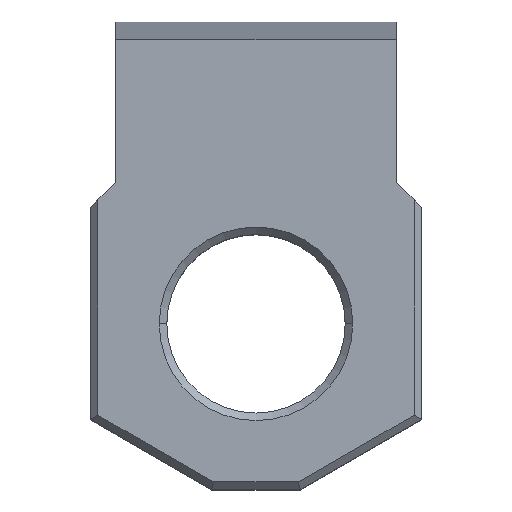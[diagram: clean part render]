
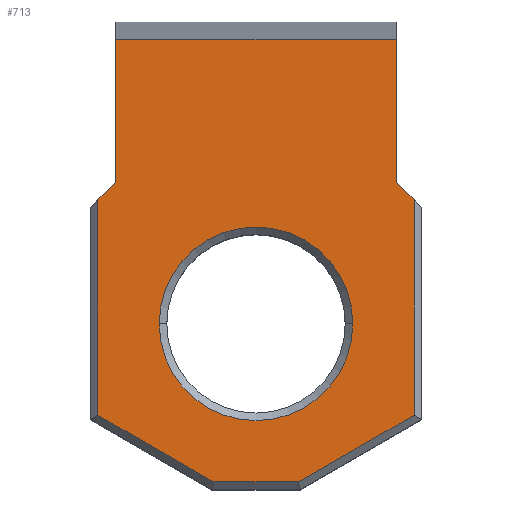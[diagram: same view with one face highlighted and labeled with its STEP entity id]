
A CAD part, top view. The second image highlights one B-rep face of the part: STEP entity #713.
In plain terms, the highlighted planar face has unit normal (0, 0, 1).
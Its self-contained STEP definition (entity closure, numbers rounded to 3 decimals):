
#5 = CARTESIAN_POINT ( 'NONE',  ( -6.25, 2.768, 0. ) ) ;
#12 = ORIENTED_EDGE ( 'NONE', *, *, #1343, .T. ) ;
#46 = CARTESIAN_POINT ( 'NONE',  ( 6.25, 2.942, 0. ) ) ;
#56 = VECTOR ( 'NONE', #1722, 1000. ) ;
#79 = CARTESIAN_POINT ( 'NONE',  ( -6.25, 11.447, 0. ) ) ;
#136 = AXIS2_PLACEMENT_3D ( 'NONE', #435, #420, #402 ) ;
#141 = AXIS2_PLACEMENT_3D ( 'NONE', #1022, #1000, #989 ) ;
#167 = DIRECTION ( 'NONE',  ( 0.866, -0.5, 0. ) ) ;
#182 = CARTESIAN_POINT ( 'NONE',  ( 0., 17.766, 0. ) ) ;
#210 = EDGE_CURVE ( 'NONE', #609, #728, #1899, .T. ) ;
#308 = CARTESIAN_POINT ( 'NONE',  ( -1.605, 0.26, 0. ) ) ;
#344 = LINE ( 'NONE', #358, #1897 ) ;
#345 = CARTESIAN_POINT ( 'NONE',  ( -3.825, 6.55, 0. ) ) ;
#355 = VERTEX_POINT ( 'NONE', #1015 ) ;
#358 = CARTESIAN_POINT ( 'NONE',  ( 6.25, 0., 0. ) ) ;
#362 = DIRECTION ( 'NONE',  ( 0., 1., 0. ) ) ;
#386 = VERTEX_POINT ( 'NONE', #1159 ) ;
#387 = LINE ( 'NONE', #401, #631 ) ;
#401 = CARTESIAN_POINT ( 'NONE',  ( 5.547, 0., 0. ) ) ;
#402 = DIRECTION ( 'NONE',  ( 1., 0., 0. ) ) ;
#413 = EDGE_CURVE ( 'NONE', #851, #1431, #344, .T. ) ;
#419 = DIRECTION ( 'NONE',  ( 0., -1., 0. ) ) ;
#420 = DIRECTION ( 'NONE',  ( 0., 0., 1. ) ) ;
#428 = EDGE_CURVE ( 'NONE', #1534, #470, #387, .T. ) ;
#435 = CARTESIAN_POINT ( 'NONE',  ( 0., 0., 0. ) ) ;
#442 = PLANE ( 'NONE',  #136 ) ;
#457 = FACE_OUTER_BOUND ( 'NONE', #869, .T. ) ;
#470 = VERTEX_POINT ( 'NONE', #546 ) ;
#474 = FACE_BOUND ( 'NONE', #479, .T. ) ;
#479 = EDGE_LOOP ( 'NONE', ( #1467, #1478 ) ) ;
#490 = VECTOR ( 'NONE', #492, 1000. ) ;
#492 = DIRECTION ( 'NONE',  ( -0.707, 0.707, 0. ) ) ;
#497 = CARTESIAN_POINT ( 'NONE',  ( 8.848, 8.849, 0. ) ) ;
#505 = LINE ( 'NONE', #497, #490 ) ;
#546 = CARTESIAN_POINT ( 'NONE',  ( 5.547, 12.15, 0. ) ) ;
#603 = EDGE_CURVE ( 'NONE', #386, #984, #1372, .T. ) ;
#606 = VECTOR ( 'NONE', #979, 1000. ) ;
#609 = VERTEX_POINT ( 'NONE', #1974 ) ;
#631 = VECTOR ( 'NONE', #419, 1000. ) ;
#681 = ORIENTED_EDGE ( 'NONE', *, *, #413, .T. ) ;
#698 = ORIENTED_EDGE ( 'NONE', *, *, #1565, .T. ) ;
#713 = ADVANCED_FACE ( 'NONE', ( #474, #457 ), #442, .T. ) ;
#728 = VERTEX_POINT ( 'NONE', #345 ) ;
#774 = CARTESIAN_POINT ( 'NONE',  ( -1.675, 0.3, 0. ) ) ;
#794 = ORIENTED_EDGE ( 'NONE', *, *, #1181, .T. ) ;
#818 = ORIENTED_EDGE ( 'NONE', *, *, #1562, .F. ) ;
#833 = DIRECTION ( 'NONE',  ( 0., -1., 0. ) ) ;
#835 = VECTOR ( 'NONE', #1726, 1000. ) ;
#840 = ORIENTED_EDGE ( 'NONE', *, *, #603, .T. ) ;
#841 = VERTEX_POINT ( 'NONE', #79 ) ;
#851 = VERTEX_POINT ( 'NONE', #46 ) ;
#864 = DIRECTION ( 'NONE',  ( 0., -1., 0. ) ) ;
#869 = EDGE_LOOP ( 'NONE', ( #12, #681, #1363, #1299, #1362, #698, #818, #905, #840, #794 ) ) ;
#873 = CARTESIAN_POINT ( 'NONE',  ( -5.547, 0., 0. ) ) ;
#879 = LINE ( 'NONE', #873, #1302 ) ;
#896 = DIRECTION ( 'NONE',  ( 0.707, 0.707, 0. ) ) ;
#904 = CARTESIAN_POINT ( 'NONE',  ( -8.848, 8.849, 0. ) ) ;
#905 = ORIENTED_EDGE ( 'NONE', *, *, #1950, .T. ) ;
#911 = LINE ( 'NONE', #904, #1557 ) ;
#944 = CARTESIAN_POINT ( 'NONE',  ( -5.547, 17.766, 0. ) ) ;
#979 = DIRECTION ( 'NONE',  ( -1., 0., 0. ) ) ;
#984 = VERTEX_POINT ( 'NONE', #774 ) ;
#989 = DIRECTION ( 'NONE',  ( 1., 0., 0. ) ) ;
#1000 = DIRECTION ( 'NONE',  ( 0., 0., -1. ) ) ;
#1015 = CARTESIAN_POINT ( 'NONE',  ( -5.547, 12.15, 0. ) ) ;
#1016 = CARTESIAN_POINT ( 'NONE',  ( 5.547, 17.766, 0. ) ) ;
#1022 = CARTESIAN_POINT ( 'NONE',  ( 0., 6.55, 0. ) ) ;
#1059 = EDGE_CURVE ( 'NONE', #1431, #470, #505, .T. ) ;
#1159 = CARTESIAN_POINT ( 'NONE',  ( -6.25, 2.942, 0. ) ) ;
#1174 = AXIS2_PLACEMENT_3D ( 'NONE', #1294, #1304, #1309 ) ;
#1181 = EDGE_CURVE ( 'NONE', #984, #1442, #1841, .T. ) ;
#1294 = CARTESIAN_POINT ( 'NONE',  ( 0., 6.55, 0. ) ) ;
#1299 = ORIENTED_EDGE ( 'NONE', *, *, #428, .F. ) ;
#1302 = VECTOR ( 'NONE', #864, 1000. ) ;
#1304 = DIRECTION ( 'NONE',  ( 0., 0., -1. ) ) ;
#1309 = DIRECTION ( 'NONE',  ( 1., 0., 0. ) ) ;
#1343 = EDGE_CURVE ( 'NONE', #1442, #851, #1714, .T. ) ;
#1362 = ORIENTED_EDGE ( 'NONE', *, *, #1921, .T. ) ;
#1363 = ORIENTED_EDGE ( 'NONE', *, *, #1059, .T. ) ;
#1372 = LINE ( 'NONE', #308, #1591 ) ;
#1431 = VERTEX_POINT ( 'NONE', #1641 ) ;
#1442 = VERTEX_POINT ( 'NONE', #1870 ) ;
#1467 = ORIENTED_EDGE ( 'NONE', *, *, #210, .T. ) ;
#1478 = ORIENTED_EDGE ( 'NONE', *, *, #1687, .T. ) ;
#1492 = CIRCLE ( 'NONE', #1174, 3.825 ) ;
#1534 = VERTEX_POINT ( 'NONE', #1016 ) ;
#1550 = LINE ( 'NONE', #5, #1888 ) ;
#1553 = VERTEX_POINT ( 'NONE', #944 ) ;
#1557 = VECTOR ( 'NONE', #896, 1000. ) ;
#1562 = EDGE_CURVE ( 'NONE', #841, #355, #911, .T. ) ;
#1565 = EDGE_CURVE ( 'NONE', #1553, #355, #879, .T. ) ;
#1591 = VECTOR ( 'NONE', #167, 1000. ) ;
#1641 = CARTESIAN_POINT ( 'NONE',  ( 6.25, 11.447, 0. ) ) ;
#1663 = LINE ( 'NONE', #182, #606 ) ;
#1687 = EDGE_CURVE ( 'NONE', #728, #609, #1492, .T. ) ;
#1714 = LINE ( 'NONE', #1717, #56 ) ;
#1717 = CARTESIAN_POINT ( 'NONE',  ( 0.289, -0.5, 0. ) ) ;
#1722 = DIRECTION ( 'NONE',  ( 0.866, 0.5, 0. ) ) ;
#1726 = DIRECTION ( 'NONE',  ( 1., 0., 0. ) ) ;
#1827 = CARTESIAN_POINT ( 'NONE',  ( 0., 0.3, 0. ) ) ;
#1841 = LINE ( 'NONE', #1827, #835 ) ;
#1870 = CARTESIAN_POINT ( 'NONE',  ( 1.675, 0.3, 0. ) ) ;
#1888 = VECTOR ( 'NONE', #833, 1000. ) ;
#1897 = VECTOR ( 'NONE', #362, 1000. ) ;
#1899 = CIRCLE ( 'NONE', #141, 3.825 ) ;
#1921 = EDGE_CURVE ( 'NONE', #1534, #1553, #1663, .T. ) ;
#1950 = EDGE_CURVE ( 'NONE', #841, #386, #1550, .T. ) ;
#1974 = CARTESIAN_POINT ( 'NONE',  ( 3.825, 6.55, 0. ) ) ;
